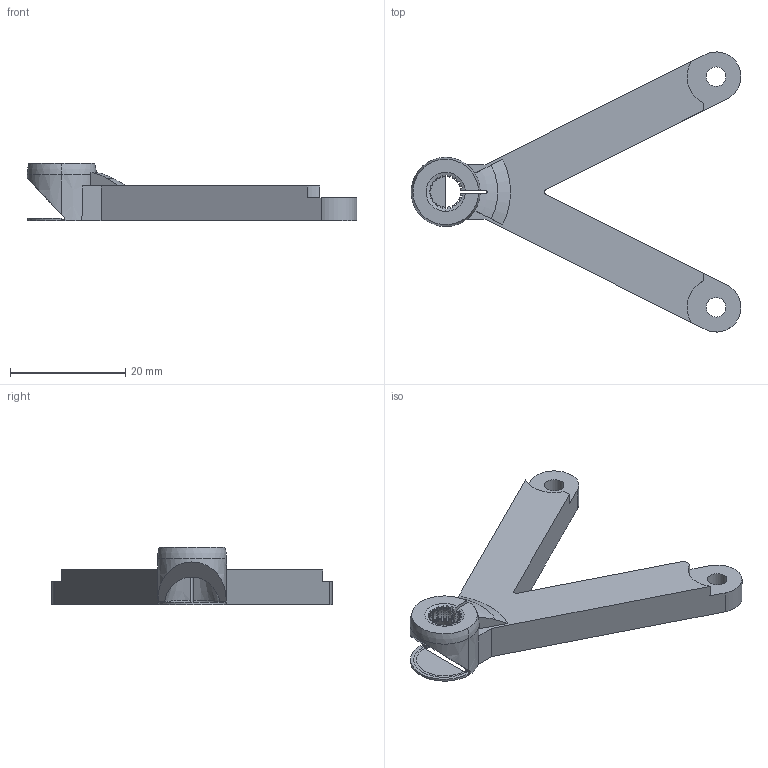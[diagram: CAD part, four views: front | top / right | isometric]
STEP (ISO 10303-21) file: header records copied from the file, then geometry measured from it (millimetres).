
FILE_DESCRIPTION(('FreeCAD Model'),'2;1');
FILE_NAME('Open CASCADE Shape Model','2023-06-18T13:46:18',(''),(''), 'Open CASCADE STEP processor 7.6','FreeCAD','Unknown');
FILE_SCHEMA(('AUTOMOTIVE_DESIGN { 1 0 10303 214 1 1 1 1 }'));
Length unit declared in the file: millimetre
Products named in the file (1): Pad040005540
Bounding box: 57.19 x 48.58 x 9.91 mm (x, y, z)
Volume: 5030.9 mm3; surface area: 3485.6 mm2
Topology: 1 solids, 1 shells, 180 faces, 547 edges, 365 vertices
Faces by surface type: plane 78, cylinder 69, revolution 21, cone 10, sphere 2
Full cylindrical faces by diameter (mm): 3.4 x2
Entity records: 19865 total; most frequent: CARTESIAN_POINT 10320, DIRECTION 1494, ORIENTED_EDGE 1094, PCURVE 1094, DEFINITIONAL_REPRESENTATION 1094, B_SPLINE_CURVE_WITH_KNOTS 643, EDGE_CURVE 547, SURFACE_CURVE 543
